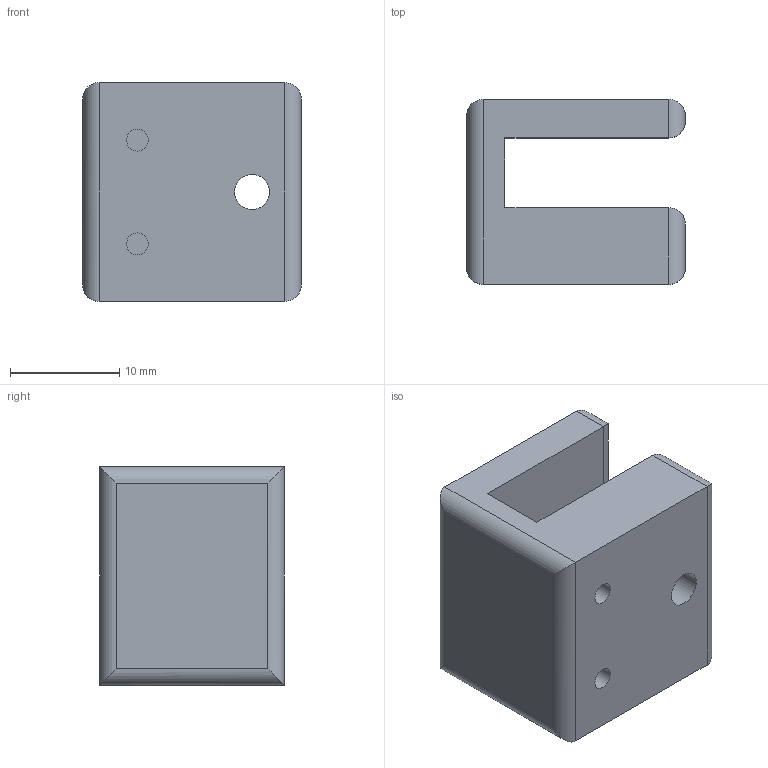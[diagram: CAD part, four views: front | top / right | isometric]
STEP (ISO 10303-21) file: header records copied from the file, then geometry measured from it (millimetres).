
FILE_DESCRIPTION(('FreeCAD Model'),'2;1');
FILE_NAME('y-endstop-holder-x1.step','2019-09-19T12:34:57' ,('Author'),(''),'Open CASCADE STEP processor 7.3','FreeCAD','Unknown' );
FILE_SCHEMA(('AUTOMOTIVE_DESIGN { 1 0 10303 214 1 1 1 1 }'));
Length unit declared in the file: millimetre
Products named in the file (1): Fillet
Bounding box: 20 x 16.9 x 20 mm (x, y, z)
Volume: 4407.1 mm3; surface area: 2642.6 mm2
Topology: 1 solids, 1 shells, 35 faces, 78 edges, 48 vertices
Faces by surface type: plane 19, cylinder 16
Full cylindrical faces by diameter (mm): 2 x2, 3.2 x2
Entity records: 2146 total; most frequent: CARTESIAN_POINT 552, DIRECTION 285, LINE 170, VECTOR 170, ORIENTED_EDGE 156, PCURVE 156, DEFINITIONAL_REPRESENTATION 156, EDGE_CURVE 78
